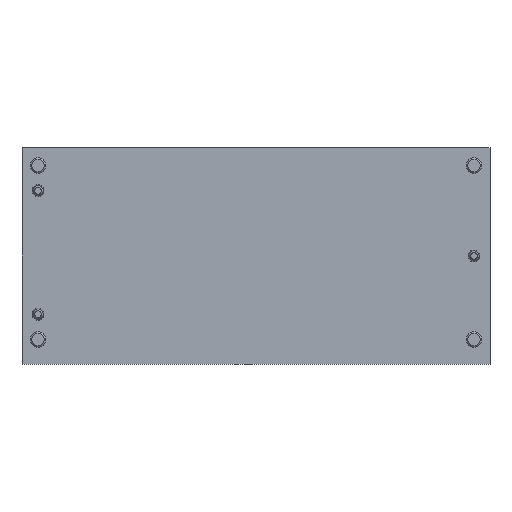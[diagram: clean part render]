
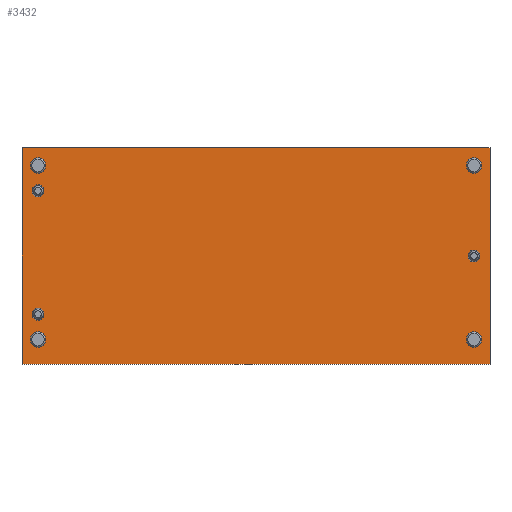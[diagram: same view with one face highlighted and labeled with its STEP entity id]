
A CAD part, front view. The second image highlights one B-rep face of the part: STEP entity #3432.
In plain terms, the highlighted planar face has unit normal (0, -1, 0).
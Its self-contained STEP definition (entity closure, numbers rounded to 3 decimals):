
#188=CIRCLE('',#3649,1.4);
#190=CIRCLE('',#3652,1.4);
#192=CIRCLE('',#3655,1.4);
#194=CIRCLE('',#3658,1.4);
#196=CIRCLE('',#3661,1.15);
#197=CIRCLE('',#3662,1.15);
#198=CIRCLE('',#3663,1.15);
#446=ORIENTED_EDGE('',*,*,#1107,.F.);
#447=ORIENTED_EDGE('',*,*,#1108,.F.);
#448=ORIENTED_EDGE('',*,*,#1109,.F.);
#449=ORIENTED_EDGE('',*,*,#1105,.T.);
#450=ORIENTED_EDGE('',*,*,#1103,.T.);
#451=ORIENTED_EDGE('',*,*,#1101,.T.);
#452=ORIENTED_EDGE('',*,*,#1099,.T.);
#453=ORIENTED_EDGE('',*,*,#1098,.F.);
#454=ORIENTED_EDGE('',*,*,#1025,.F.);
#455=ORIENTED_EDGE('',*,*,#1018,.F.);
#456=ORIENTED_EDGE('',*,*,#1004,.F.);
#1004=EDGE_CURVE('',#1343,#1344,#1586,.T.);
#1018=EDGE_CURVE('',#1344,#1356,#1600,.T.);
#1025=EDGE_CURVE('',#1356,#1362,#1607,.T.);
#1098=EDGE_CURVE('',#1362,#1343,#1646,.T.);
#1099=EDGE_CURVE('',#1417,#1417,#188,.T.);
#1101=EDGE_CURVE('',#1419,#1419,#190,.T.);
#1103=EDGE_CURVE('',#1421,#1421,#192,.T.);
#1105=EDGE_CURVE('',#1423,#1423,#194,.T.);
#1107=EDGE_CURVE('',#1425,#1425,#196,.F.);
#1108=EDGE_CURVE('',#1426,#1426,#197,.F.);
#1109=EDGE_CURVE('',#1427,#1427,#198,.F.);
#1343=VERTEX_POINT('',#4749);
#1344=VERTEX_POINT('',#4751);
#1356=VERTEX_POINT('',#4778);
#1362=VERTEX_POINT('',#4792);
#1417=VERTEX_POINT('',#4933);
#1419=VERTEX_POINT('',#4938);
#1421=VERTEX_POINT('',#4943);
#1423=VERTEX_POINT('',#4948);
#1425=VERTEX_POINT('',#4953);
#1426=VERTEX_POINT('',#4955);
#1427=VERTEX_POINT('',#4957);
#1586=LINE('',#4750,#1780);
#1600=LINE('',#4777,#1794);
#1607=LINE('',#4791,#1801);
#1646=LINE('',#4930,#1840);
#1780=VECTOR('',#3951,1000.);
#1794=VECTOR('',#3967,1000.);
#1801=VECTOR('',#3976,1000.);
#1840=VECTOR('',#4105,1000.);
#1986=EDGE_LOOP('',(#446));
#1987=EDGE_LOOP('',(#447));
#1988=EDGE_LOOP('',(#448));
#1989=EDGE_LOOP('',(#449));
#1990=EDGE_LOOP('',(#450));
#1991=EDGE_LOOP('',(#451));
#1992=EDGE_LOOP('',(#452));
#1993=EDGE_LOOP('',(#453,#454,#455,#456));
#2220=FACE_BOUND('',#1986,.T.);
#2221=FACE_BOUND('',#1987,.T.);
#2222=FACE_BOUND('',#1988,.T.);
#2223=FACE_BOUND('',#1989,.T.);
#2224=FACE_BOUND('',#1990,.T.);
#2225=FACE_BOUND('',#1991,.T.);
#2226=FACE_BOUND('',#1992,.T.);
#2227=FACE_BOUND('',#1993,.T.);
#2423=PLANE('',#3660);
#3432=ADVANCED_FACE('',(#2220,#2221,#2222,#2223,#2224,#2225,#2226,#2227),
#2423,.F.);
#3649=AXIS2_PLACEMENT_3D('',#4932,#4108,#4109);
#3652=AXIS2_PLACEMENT_3D('',#4937,#4114,#4115);
#3655=AXIS2_PLACEMENT_3D('',#4942,#4120,#4121);
#3658=AXIS2_PLACEMENT_3D('',#4947,#4126,#4127);
#3660=AXIS2_PLACEMENT_3D('',#4951,#4130,#4131);
#3661=AXIS2_PLACEMENT_3D('',#4952,#4132,#4133);
#3662=AXIS2_PLACEMENT_3D('',#4954,#4134,#4135);
#3663=AXIS2_PLACEMENT_3D('',#4956,#4136,#4137);
#3951=DIRECTION('',(0.,0.,1.));
#3967=DIRECTION('',(1.,0.,0.));
#3976=DIRECTION('',(0.,0.,-1.));
#4105=DIRECTION('',(-1.,0.,0.));
#4108=DIRECTION('',(0.,1.,0.));
#4109=DIRECTION('',(1.,0.,0.));
#4114=DIRECTION('',(0.,1.,0.));
#4115=DIRECTION('',(1.,0.,0.));
#4120=DIRECTION('',(0.,1.,0.));
#4121=DIRECTION('',(1.,0.,0.));
#4126=DIRECTION('',(0.,1.,0.));
#4127=DIRECTION('',(1.,0.,0.));
#4130=DIRECTION('',(0.,1.,0.));
#4131=DIRECTION('',(0.,0.,1.));
#4132=DIRECTION('',(0.,1.,0.));
#4133=DIRECTION('',(0.,0.,1.));
#4134=DIRECTION('',(0.,1.,0.));
#4135=DIRECTION('',(0.,0.,1.));
#4136=DIRECTION('',(0.,1.,0.));
#4137=DIRECTION('',(0.,0.,1.));
#4749=CARTESIAN_POINT('',(-45.25,0.,-20.925));
#4750=CARTESIAN_POINT('',(-45.25,0.,-20.925));
#4751=CARTESIAN_POINT('',(-45.25,0.,20.925));
#4777=CARTESIAN_POINT('',(-45.25,0.,20.925));
#4778=CARTESIAN_POINT('',(45.25,0.,20.925));
#4791=CARTESIAN_POINT('',(45.25,0.,20.925));
#4792=CARTESIAN_POINT('',(45.25,0.,-20.925));
#4930=CARTESIAN_POINT('',(45.25,0.,-20.925));
#4932=CARTESIAN_POINT('',(42.15,0.,17.5));
#4933=CARTESIAN_POINT('',(43.55,0.,17.5));
#4937=CARTESIAN_POINT('',(42.15,0.,-16.15));
#4938=CARTESIAN_POINT('',(43.55,0.,-16.15));
#4942=CARTESIAN_POINT('',(-42.15,0.,17.5));
#4943=CARTESIAN_POINT('',(-40.75,0.,17.5));
#4947=CARTESIAN_POINT('',(-42.15,0.,-16.15));
#4948=CARTESIAN_POINT('',(-40.75,0.,-16.15));
#4951=CARTESIAN_POINT('',(0.,0.,0.));
#4952=CARTESIAN_POINT('',(-42.15,0.,12.6));
#4953=CARTESIAN_POINT('',(-42.15,0.,13.75));
#4954=CARTESIAN_POINT('',(-42.15,0.,-11.25));
#4955=CARTESIAN_POINT('',(-42.15,0.,-10.1));
#4956=CARTESIAN_POINT('',(42.15,0.,0.));
#4957=CARTESIAN_POINT('',(42.15,0.,1.15));
